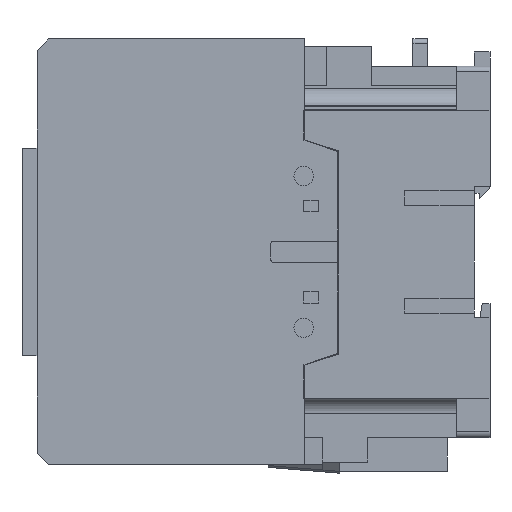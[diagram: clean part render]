
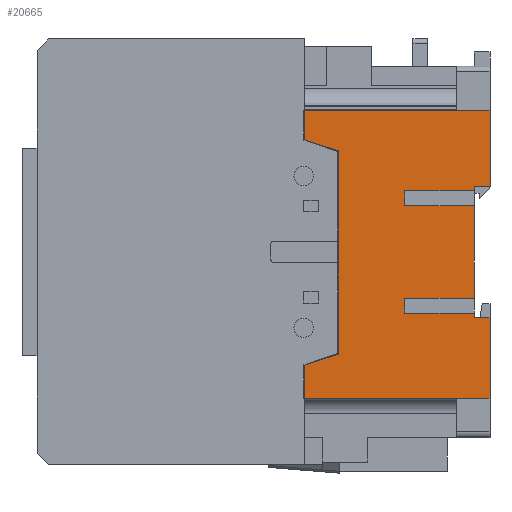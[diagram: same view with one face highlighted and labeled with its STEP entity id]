
A CAD part, left-side view. The second image highlights one B-rep face of the part: STEP entity #20665.
In plain terms, the highlighted planar face has unit normal (-1, 0, 0).
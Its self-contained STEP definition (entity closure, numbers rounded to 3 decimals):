
#3709=DIRECTION('',(0.,-0.949,0.316));
#3710=VECTOR('',#3709,9.487);
#3711=CARTESIAN_POINT('',(-37.675,49.9,-30.522));
#3712=LINE('',#3711,#3710);
#3713=DIRECTION('',(0.,0.949,0.316));
#3714=VECTOR('',#3713,9.487);
#3715=CARTESIAN_POINT('',(-37.675,40.9,27.222));
#3716=LINE('',#3715,#3714);
#3717=DIRECTION('',(0.,-1.,0.));
#3718=VECTOR('',#3717,49.9);
#3719=CARTESIAN_POINT('',(-37.675,49.9,38.15));
#3720=LINE('',#3719,#3718);
#3721=DIRECTION('',(0.,0.,-1.));
#3722=VECTOR('',#3721,20.4);
#3723=CARTESIAN_POINT('',(-37.675,0.,38.15));
#3724=LINE('',#3723,#3722);
#3725=DIRECTION('',(0.,1.,0.));
#3726=VECTOR('',#3725,4.2);
#3727=CARTESIAN_POINT('',(-37.675,0.,17.75));
#3728=LINE('',#3727,#3726);
#3729=DIRECTION('',(0.,0.,-1.));
#3730=VECTOR('',#3729,1.25);
#3731=CARTESIAN_POINT('',(-37.675,4.2,17.75));
#3732=LINE('',#3731,#3730);
#3733=DIRECTION('',(0.,0.,-1.));
#3734=VECTOR('',#3733,25.);
#3735=CARTESIAN_POINT('',(-37.675,4.2,12.5));
#3736=LINE('',#3735,#3734);
#3737=DIRECTION('',(0.,0.,-1.));
#3738=VECTOR('',#3737,1.25);
#3739=CARTESIAN_POINT('',(-37.675,4.2,-16.5));
#3740=LINE('',#3739,#3738);
#3741=DIRECTION('',(0.,-1.,0.));
#3742=VECTOR('',#3741,4.2);
#3743=CARTESIAN_POINT('',(-37.675,4.2,-17.75));
#3744=LINE('',#3743,#3742);
#3745=DIRECTION('',(0.,0.,-1.));
#3746=VECTOR('',#3745,21.7);
#3747=CARTESIAN_POINT('',(-37.675,0.,-17.75));
#3748=LINE('',#3747,#3746);
#3749=DIRECTION('',(0.,1.,0.));
#3750=VECTOR('',#3749,49.9);
#3751=CARTESIAN_POINT('',(-37.675,0.,-39.45));
#3752=LINE('',#3751,#3750);
#3765=DIRECTION('',(0.,0.,-1.));
#3766=VECTOR('',#3765,8.928);
#3767=CARTESIAN_POINT('',(-37.675,49.9,-30.522));
#3768=LINE('',#3767,#3766);
#7551=DIRECTION('',(0.,0.,-1.));
#7552=VECTOR('',#7551,7.928);
#7553=CARTESIAN_POINT('',(-37.675,49.9,38.15));
#7554=LINE('',#7553,#7552);
#7567=DIRECTION('',(0.,0.,-1.));
#7568=VECTOR('',#7567,54.744);
#7569=CARTESIAN_POINT('',(-37.675,40.9,27.222));
#7570=LINE('',#7569,#7568);
#7690=DIRECTION('',(0.,-1.,0.));
#7691=VECTOR('',#7690,18.8);
#7692=CARTESIAN_POINT('',(-37.675,23.,16.5));
#7693=LINE('',#7692,#7691);
#7714=DIRECTION('',(0.,0.,1.));
#7715=VECTOR('',#7714,4.);
#7716=CARTESIAN_POINT('',(-37.675,23.,12.5));
#7717=LINE('',#7716,#7715);
#7722=DIRECTION('',(0.,1.,0.));
#7723=VECTOR('',#7722,18.8);
#7724=CARTESIAN_POINT('',(-37.675,4.2,12.5));
#7725=LINE('',#7724,#7723);
#7738=DIRECTION('',(0.,-1.,0.));
#7739=VECTOR('',#7738,18.8);
#7740=CARTESIAN_POINT('',(-37.675,23.,-12.5));
#7741=LINE('',#7740,#7739);
#7746=DIRECTION('',(0.,0.,1.));
#7747=VECTOR('',#7746,4.);
#7748=CARTESIAN_POINT('',(-37.675,23.,-16.5));
#7749=LINE('',#7748,#7747);
#7762=DIRECTION('',(0.,1.,0.));
#7763=VECTOR('',#7762,18.8);
#7764=CARTESIAN_POINT('',(-37.675,4.2,-16.5));
#7765=LINE('',#7764,#7763);
#12501=CARTESIAN_POINT('',(-37.675,4.2,-17.75));
#12502=VERTEX_POINT('',#12501);
#12519=CARTESIAN_POINT('',(-37.675,0.,-17.75));
#12520=VERTEX_POINT('',#12519);
#12541=CARTESIAN_POINT('',(-37.675,4.2,-16.5));
#12542=VERTEX_POINT('',#12541);
#12547=CARTESIAN_POINT('',(-37.675,4.2,-12.5));
#12548=VERTEX_POINT('',#12547);
#12549=CARTESIAN_POINT('',(-37.675,4.2,12.5));
#12550=VERTEX_POINT('',#12549);
#12555=CARTESIAN_POINT('',(-37.675,4.2,16.5));
#12556=VERTEX_POINT('',#12555);
#12557=CARTESIAN_POINT('',(-37.675,4.2,17.75));
#12558=VERTEX_POINT('',#12557);
#12679=CARTESIAN_POINT('',(-37.675,0.,17.75));
#12680=VERTEX_POINT('',#12679);
#12681=CARTESIAN_POINT('',(-37.675,49.9,-30.522));
#12682=CARTESIAN_POINT('',(-37.675,49.9,-39.45));
#12683=VERTEX_POINT('',#12681);
#12684=VERTEX_POINT('',#12682);
#12685=CARTESIAN_POINT('',(-37.675,40.9,-27.522));
#12686=VERTEX_POINT('',#12685);
#12687=CARTESIAN_POINT('',(-37.675,40.9,27.222));
#12688=VERTEX_POINT('',#12687);
#12689=CARTESIAN_POINT('',(-37.675,49.9,30.222));
#12690=VERTEX_POINT('',#12689);
#12691=CARTESIAN_POINT('',(-37.675,49.9,38.15));
#12692=VERTEX_POINT('',#12691);
#12693=CARTESIAN_POINT('',(-37.675,0.,38.15));
#12694=VERTEX_POINT('',#12693);
#12695=CARTESIAN_POINT('',(-37.675,23.,16.5));
#12696=VERTEX_POINT('',#12695);
#12697=CARTESIAN_POINT('',(-37.675,23.,12.5));
#12698=VERTEX_POINT('',#12697);
#12699=CARTESIAN_POINT('',(-37.675,23.,-12.5));
#12700=VERTEX_POINT('',#12699);
#12701=CARTESIAN_POINT('',(-37.675,23.,-16.5));
#12702=VERTEX_POINT('',#12701);
#12703=CARTESIAN_POINT('',(-37.675,0.,-39.45));
#12704=VERTEX_POINT('',#12703);
#20625=CARTESIAN_POINT('',(-37.675,24.95,-0.65));
#20626=DIRECTION('',(1.,0.,0.));
#20627=DIRECTION('',(0.,0.,-1.));
#20628=AXIS2_PLACEMENT_3D('',#20625,#20626,#20627);
#20629=PLANE('',#20628);
#20631=ORIENTED_EDGE('',*,*,#20630,.F.);
#20633=ORIENTED_EDGE('',*,*,#20632,.T.);
#20635=ORIENTED_EDGE('',*,*,#20634,.F.);
#20637=ORIENTED_EDGE('',*,*,#20636,.T.);
#20639=ORIENTED_EDGE('',*,*,#20638,.F.);
#20641=ORIENTED_EDGE('',*,*,#20640,.T.);
#20643=ORIENTED_EDGE('',*,*,#20642,.T.);
#20644=ORIENTED_EDGE('',*,*,#20616,.T.);
#20645=ORIENTED_EDGE('',*,*,#20299,.T.);
#20647=ORIENTED_EDGE('',*,*,#20646,.F.);
#20649=ORIENTED_EDGE('',*,*,#20648,.F.);
#20651=ORIENTED_EDGE('',*,*,#20650,.F.);
#20652=ORIENTED_EDGE('',*,*,#20291,.T.);
#20654=ORIENTED_EDGE('',*,*,#20653,.F.);
#20656=ORIENTED_EDGE('',*,*,#20655,.F.);
#20658=ORIENTED_EDGE('',*,*,#20657,.F.);
#20659=ORIENTED_EDGE('',*,*,#20283,.T.);
#20660=ORIENTED_EDGE('',*,*,#20243,.T.);
#20661=ORIENTED_EDGE('',*,*,#19339,.T.);
#20662=ORIENTED_EDGE('',*,*,#19324,.T.);
#20663=EDGE_LOOP('',(#20631,#20633,#20635,#20637,#20639,#20641,#20643,#20644,
#20645,#20647,#20649,#20651,#20652,#20654,#20656,#20658,#20659,#20660,#20661,
#20662));
#20664=FACE_OUTER_BOUND('',#20663,.F.);
#19324=EDGE_CURVE('',#12704,#12684,#3752,.T.);
#19339=EDGE_CURVE('',#12520,#12704,#3748,.T.);
#20243=EDGE_CURVE('',#12502,#12520,#3744,.T.);
#20283=EDGE_CURVE('',#12542,#12502,#3740,.T.);
#20291=EDGE_CURVE('',#12550,#12548,#3736,.T.);
#20299=EDGE_CURVE('',#12558,#12556,#3732,.T.);
#20616=EDGE_CURVE('',#12680,#12558,#3728,.T.);
#20630=EDGE_CURVE('',#12683,#12684,#3768,.T.);
#20632=EDGE_CURVE('',#12683,#12686,#3712,.T.);
#20634=EDGE_CURVE('',#12688,#12686,#7570,.T.);
#20636=EDGE_CURVE('',#12688,#12690,#3716,.T.);
#20638=EDGE_CURVE('',#12692,#12690,#7554,.T.);
#20640=EDGE_CURVE('',#12692,#12694,#3720,.T.);
#20642=EDGE_CURVE('',#12694,#12680,#3724,.T.);
#20646=EDGE_CURVE('',#12696,#12556,#7693,.T.);
#20648=EDGE_CURVE('',#12698,#12696,#7717,.T.);
#20650=EDGE_CURVE('',#12550,#12698,#7725,.T.);
#20653=EDGE_CURVE('',#12700,#12548,#7741,.T.);
#20655=EDGE_CURVE('',#12702,#12700,#7749,.T.);
#20657=EDGE_CURVE('',#12542,#12702,#7765,.T.);
#20665=ADVANCED_FACE('',(#20664),#20629,.F.);
